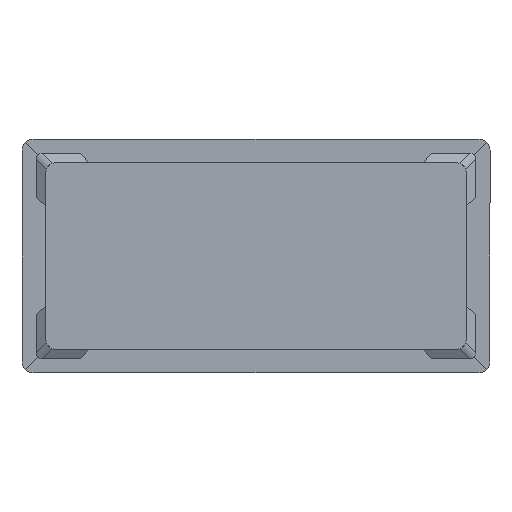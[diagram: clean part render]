
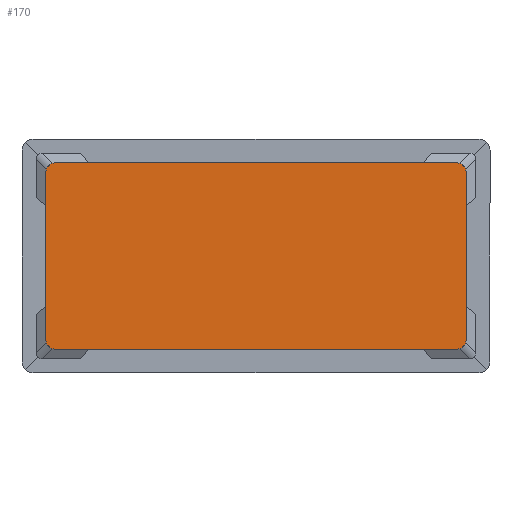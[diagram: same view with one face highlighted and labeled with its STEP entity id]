
A CAD part, front view. The second image highlights one B-rep face of the part: STEP entity #170.
In plain terms, the highlighted planar face has unit normal (0, -1, 0).
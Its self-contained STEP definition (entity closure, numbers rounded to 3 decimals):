
#32 = VERTEX_POINT ( 'NONE', #854 ) ;
#70 = AXIS2_PLACEMENT_3D ( 'NONE', #3871, #2763, #4206 ) ;
#111 = DIRECTION ( 'NONE',  ( 0., 0., -1. ) ) ;
#170 = ADVANCED_FACE ( 'NONE', ( #635 ), #2108, .F. ) ;
#273 = DIRECTION ( 'NONE',  ( 0., 0., 1. ) ) ;
#361 = ORIENTED_EDGE ( 'NONE', *, *, #3186, .T. ) ;
#408 = VERTEX_POINT ( 'NONE', #2179 ) ;
#454 = CARTESIAN_POINT ( 'NONE',  ( 17., 0., 8. ) ) ;
#495 = EDGE_LOOP ( 'NONE', ( #361, #3415, #1497, #1078, #3883, #3666, #1439, #3101 ) ) ;
#635 = FACE_OUTER_BOUND ( 'NONE', #495, .T. ) ;
#686 = CARTESIAN_POINT ( 'NONE',  ( -18., 0., 7. ) ) ;
#702 = DIRECTION ( 'NONE',  ( 0., 0., 1. ) ) ;
#854 = CARTESIAN_POINT ( 'NONE',  ( -17., 0., -8. ) ) ;
#985 = CARTESIAN_POINT ( 'NONE',  ( 18., 0., -10. ) ) ;
#1065 = AXIS2_PLACEMENT_3D ( 'NONE', #2897, #3229, #2204 ) ;
#1078 = ORIENTED_EDGE ( 'NONE', *, *, #1372, .T. ) ;
#1372 = EDGE_CURVE ( 'NONE', #3368, #32, #1441, .T. ) ;
#1424 = CARTESIAN_POINT ( 'NONE',  ( -17., 0., -7. ) ) ;
#1439 = ORIENTED_EDGE ( 'NONE', *, *, #4188, .T. ) ;
#1441 = CIRCLE ( 'NONE', #2047, 1. ) ;
#1497 = ORIENTED_EDGE ( 'NONE', *, *, #3602, .T. ) ;
#1508 = VERTEX_POINT ( 'NONE', #3292 ) ;
#1562 = CARTESIAN_POINT ( 'NONE',  ( -18., 0., 0. ) ) ;
#1669 = VECTOR ( 'NONE', #702, 1000. ) ;
#1789 = AXIS2_PLACEMENT_3D ( 'NONE', #2089, #2066, #273 ) ;
#1830 = VECTOR ( 'NONE', #2238, 1000. ) ;
#1835 = CARTESIAN_POINT ( 'NONE',  ( 17., 0., -8. ) ) ;
#1969 = CIRCLE ( 'NONE', #1065, 1. ) ;
#2047 = AXIS2_PLACEMENT_3D ( 'NONE', #1424, #3164, #3483 ) ;
#2066 = DIRECTION ( 'NONE',  ( 0., -1., 0. ) ) ;
#2089 = CARTESIAN_POINT ( 'NONE',  ( 17., 0., -7. ) ) ;
#2108 = PLANE ( 'NONE',  #70 ) ;
#2179 = CARTESIAN_POINT ( 'NONE',  ( 18., 0., -7. ) ) ;
#2204 = DIRECTION ( 'NONE',  ( 0., 0., 1. ) ) ;
#2238 = DIRECTION ( 'NONE',  ( -1., 0., 0. ) ) ;
#2302 = CIRCLE ( 'NONE', #2524, 1. ) ;
#2430 = DIRECTION ( 'NONE',  ( 1., 0., 0. ) ) ;
#2512 = EDGE_CURVE ( 'NONE', #3071, #408, #3768, .T. ) ;
#2524 = AXIS2_PLACEMENT_3D ( 'NONE', #4237, #3510, #3233 ) ;
#2530 = VERTEX_POINT ( 'NONE', #686 ) ;
#2557 = VECTOR ( 'NONE', #111, 1000. ) ;
#2692 = EDGE_CURVE ( 'NONE', #32, #3071, #2782, .T. ) ;
#2745 = CARTESIAN_POINT ( 'NONE',  ( -18., 0., -7. ) ) ;
#2763 = DIRECTION ( 'NONE',  ( 0., 1., 0. ) ) ;
#2782 = LINE ( 'NONE', #4320, #4511 ) ;
#2872 = VERTEX_POINT ( 'NONE', #454 ) ;
#2897 = CARTESIAN_POINT ( 'NONE',  ( -17., 0., 7. ) ) ;
#3071 = VERTEX_POINT ( 'NONE', #1835 ) ;
#3101 = ORIENTED_EDGE ( 'NONE', *, *, #4564, .T. ) ;
#3164 = DIRECTION ( 'NONE',  ( 0., -1., 0. ) ) ;
#3186 = EDGE_CURVE ( 'NONE', #2872, #3794, #3675, .T. ) ;
#3229 = DIRECTION ( 'NONE',  ( 0., -1., 0. ) ) ;
#3233 = DIRECTION ( 'NONE',  ( 0., 0., 1. ) ) ;
#3292 = CARTESIAN_POINT ( 'NONE',  ( 18., 0., 7. ) ) ;
#3368 = VERTEX_POINT ( 'NONE', #2745 ) ;
#3415 = ORIENTED_EDGE ( 'NONE', *, *, #3943, .T. ) ;
#3483 = DIRECTION ( 'NONE',  ( 0., 0., 1. ) ) ;
#3510 = DIRECTION ( 'NONE',  ( 0., -1., 0. ) ) ;
#3602 = EDGE_CURVE ( 'NONE', #2530, #3368, #4401, .T. ) ;
#3666 = ORIENTED_EDGE ( 'NONE', *, *, #2512, .T. ) ;
#3675 = LINE ( 'NONE', #3696, #1830 ) ;
#3696 = CARTESIAN_POINT ( 'NONE',  ( 20., 0., 8. ) ) ;
#3768 = CIRCLE ( 'NONE', #1789, 1. ) ;
#3794 = VERTEX_POINT ( 'NONE', #4096 ) ;
#3864 = LINE ( 'NONE', #985, #1669 ) ;
#3871 = CARTESIAN_POINT ( 'NONE',  ( -20., 0., -6.5 ) ) ;
#3883 = ORIENTED_EDGE ( 'NONE', *, *, #2692, .T. ) ;
#3943 = EDGE_CURVE ( 'NONE', #3794, #2530, #1969, .T. ) ;
#4096 = CARTESIAN_POINT ( 'NONE',  ( -17., 0., 8. ) ) ;
#4188 = EDGE_CURVE ( 'NONE', #408, #1508, #3864, .T. ) ;
#4206 = DIRECTION ( 'NONE',  ( 0., 0., 1. ) ) ;
#4237 = CARTESIAN_POINT ( 'NONE',  ( 17., 0., 7. ) ) ;
#4320 = CARTESIAN_POINT ( 'NONE',  ( -20., 0., -8. ) ) ;
#4401 = LINE ( 'NONE', #1562, #2557 ) ;
#4511 = VECTOR ( 'NONE', #2430, 1000. ) ;
#4564 = EDGE_CURVE ( 'NONE', #1508, #2872, #2302, .T. ) ;
